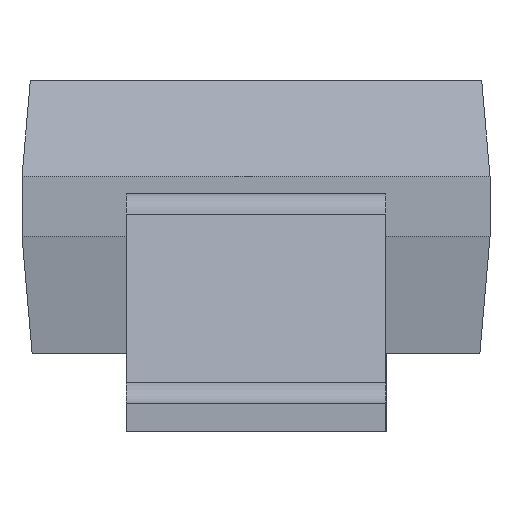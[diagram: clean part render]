
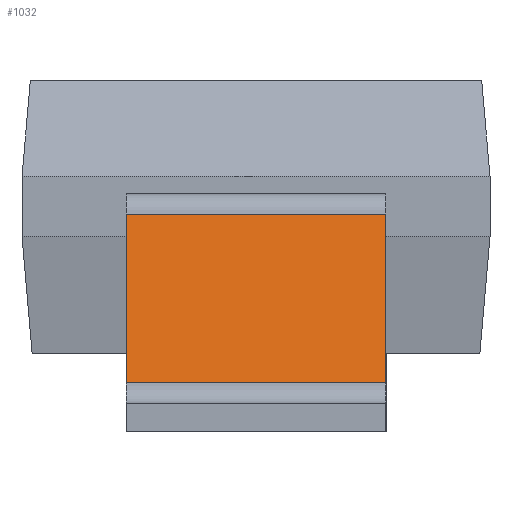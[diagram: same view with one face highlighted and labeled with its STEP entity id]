
A CAD part, left-side view. The second image highlights one B-rep face of the part: STEP entity #1032.
In plain terms, the highlighted planar face has unit normal (-0.98, 0, 0.199).
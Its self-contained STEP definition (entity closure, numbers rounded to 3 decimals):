
#1032=ADVANCED_FACE($,(#1056),#1045,.T.);
#1045=PLANE($,#1287);
#1056=FACE_OUTER_BOUND($,#1070,.T.);
#1070=EDGE_LOOP($,(#1211,#1212,#1213,#1214));
#1084=LINE($,#1389,#1112);
#1085=LINE($,#1392,#1113);
#1086=LINE($,#1394,#1114);
#1087=LINE($,#1395,#1115);
#1112=VECTOR($,#1315,1.000);
#1113=VECTOR($,#1318,0.660);
#1114=VECTOR($,#1319,1.000);
#1115=VECTOR($,#1320,0.660);
#1147=VERTEX_POINT($,#1382);
#1150=VERTEX_POINT($,#1387);
#1151=VERTEX_POINT($,#1391);
#1152=VERTEX_POINT($,#1393);
#1174=EDGE_CURVE($,#1150,#1147,#1084,.T.);
#1175=EDGE_CURVE($,#1151,#1150,#1085,.T.);
#1176=EDGE_CURVE($,#1152,#1151,#1086,.T.);
#1177=EDGE_CURVE($,#1147,#1152,#1087,.T.);
#1211=ORIENTED_EDGE($,*,*,#1174,.F.);
#1212=ORIENTED_EDGE($,*,*,#1175,.F.);
#1213=ORIENTED_EDGE($,*,*,#1176,.F.);
#1214=ORIENTED_EDGE($,*,*,#1177,.F.);
#1287=AXIS2_PLACEMENT_3D($,#1390,#1316,#1317);
#1315=DIRECTION($,(0.,1.,0.));
#1316=DIRECTION('center_axis',(-0.980,0.000,0.199));
#1317=DIRECTION('ref_axis',(-0.199,0.000,-0.980));
#1318=DIRECTION($,(0.199,0.000,0.980));
#1319=DIRECTION($,(0.,-1.,0.));
#1320=DIRECTION($,(-0.199,0.000,-0.980));
#1382=CARTESIAN_POINT('',(-1.451,0.500,0.837));
#1387=CARTESIAN_POINT('',(-1.451,-0.500,0.837));
#1389=CARTESIAN_POINT($,(-1.451,0.000,0.837));
#1390=CARTESIAN_POINT('Origin',(-1.435,0.000,0.917));
#1391=CARTESIAN_POINT('',(-1.582,-0.500,0.189));
#1392=CARTESIAN_POINT($,(-1.435,-0.500,0.917));
#1393=CARTESIAN_POINT('',(-1.582,0.500,0.189));
#1394=CARTESIAN_POINT($,(-1.582,0.000,0.189));
#1395=CARTESIAN_POINT($,(-1.435,0.500,0.917));
